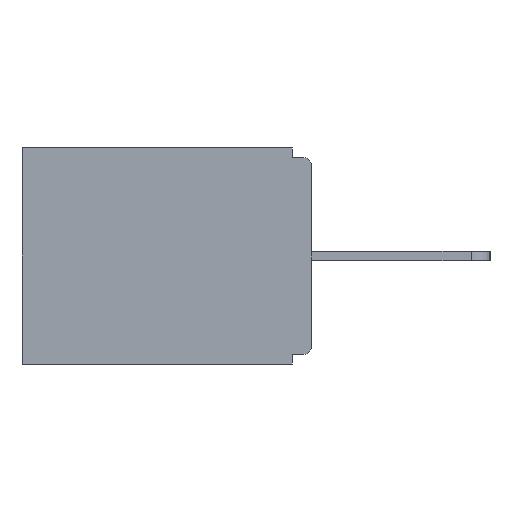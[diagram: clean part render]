
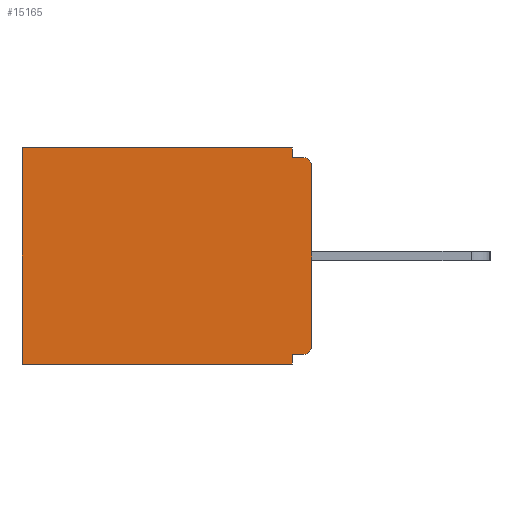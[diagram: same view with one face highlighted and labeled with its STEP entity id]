
A CAD part, left-side view. The second image highlights one B-rep face of the part: STEP entity #15165.
In plain terms, the highlighted planar face has unit normal (-1, 0, 0).
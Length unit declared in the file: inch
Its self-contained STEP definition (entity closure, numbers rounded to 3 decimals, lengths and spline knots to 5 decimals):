
#124 = LINE ( 'NONE', #18440, #19059 ) ;
#195 = VERTEX_POINT ( 'NONE', #5189 ) ;
#511 = VECTOR ( 'NONE', #15569, 39.37008 ) ;
#513 = VECTOR ( 'NONE', #25622, 39.37008 ) ;
#688 = VECTOR ( 'NONE', #22724, 39.37008 ) ;
#720 = EDGE_CURVE ( 'NONE', #11430, #25302, #5913, .T. ) ;
#1501 = LINE ( 'NONE', #25094, #511 ) ;
#1681 = VERTEX_POINT ( 'NONE', #2244 ) ;
#1949 = PLANE ( 'NONE',  #20083 ) ;
#2244 = CARTESIAN_POINT ( 'NONE',  ( 0.298, 0., -0.03 ) ) ;
#2452 = VECTOR ( 'NONE', #10812, 39.37008 ) ;
#3126 = ORIENTED_EDGE ( 'NONE', *, *, #5071, .T. ) ;
#3520 = ORIENTED_EDGE ( 'NONE', *, *, #6024, .F. ) ;
#3766 = CARTESIAN_POINT ( 'NONE',  ( 0.298, 0.015, -0.313 ) ) ;
#4462 = LINE ( 'NONE', #20863, #688 ) ;
#5003 = VERTEX_POINT ( 'NONE', #21901 ) ;
#5071 = EDGE_CURVE ( 'NONE', #14071, #7824, #5393, .T. ) ;
#5189 = CARTESIAN_POINT ( 'NONE',  ( 0.298, 0.031, -0.015 ) ) ;
#5393 = CIRCLE ( 'NONE', #21857, 0.015 ) ;
#5504 = CARTESIAN_POINT ( 'NONE',  ( 0.298, 0.031, -0.343 ) ) ;
#5619 = LINE ( 'NONE', #5504, #513 ) ;
#5913 = LINE ( 'NONE', #7767, #10634 ) ;
#6024 = EDGE_CURVE ( 'NONE', #14071, #11430, #124, .T. ) ;
#6037 = VECTOR ( 'NONE', #19350, 39.37008 ) ;
#6178 = ORIENTED_EDGE ( 'NONE', *, *, #13298, .F. ) ;
#7106 = CARTESIAN_POINT ( 'NONE',  ( 0.298, 0.46, 0. ) ) ;
#7475 = DIRECTION ( 'NONE',  ( -1., 0., 0. ) ) ;
#7767 = CARTESIAN_POINT ( 'NONE',  ( 0.298, 0.031, -0.343 ) ) ;
#7824 = VERTEX_POINT ( 'NONE', #16934 ) ;
#7976 = ORIENTED_EDGE ( 'NONE', *, *, #20377, .F. ) ;
#8424 = EDGE_CURVE ( 'NONE', #25302, #17780, #1501, .T. ) ;
#8724 = CIRCLE ( 'NONE', #9999, 0.015 ) ;
#9260 = ORIENTED_EDGE ( 'NONE', *, *, #8424, .F. ) ;
#9467 = DIRECTION ( 'NONE',  ( -1., 0., 0. ) ) ;
#9751 = DIRECTION ( 'NONE',  ( 0., 0., -1. ) ) ;
#9999 = AXIS2_PLACEMENT_3D ( 'NONE', #13318, #9467, #19142 ) ;
#10249 = ORIENTED_EDGE ( 'NONE', *, *, #720, .F. ) ;
#10634 = VECTOR ( 'NONE', #9751, 39.37008 ) ;
#10812 = DIRECTION ( 'NONE',  ( 0., 0., -1. ) ) ;
#10962 = CARTESIAN_POINT ( 'NONE',  ( 0.298, 0.031, -0.343 ) ) ;
#11430 = VERTEX_POINT ( 'NONE', #11437 ) ;
#11437 = CARTESIAN_POINT ( 'NONE',  ( 0.298, 0.031, -0.328 ) ) ;
#12935 = CARTESIAN_POINT ( 'NONE',  ( 0.298, 0.015, -0.328 ) ) ;
#13126 = CARTESIAN_POINT ( 'NONE',  ( 0.298, 0., 0. ) ) ;
#13298 = EDGE_CURVE ( 'NONE', #1681, #7824, #25182, .T. ) ;
#13318 = CARTESIAN_POINT ( 'NONE',  ( 0.298, 0.015, -0.03 ) ) ;
#14071 = VERTEX_POINT ( 'NONE', #12935 ) ;
#14539 = ORIENTED_EDGE ( 'NONE', *, *, #18533, .T. ) ;
#15165 = ADVANCED_FACE ( 'NONE', ( #15739 ), #1949, .F. ) ;
#15569 = DIRECTION ( 'NONE',  ( 0., 1., 0. ) ) ;
#15739 = FACE_OUTER_BOUND ( 'NONE', #15932, .T. ) ;
#15932 = EDGE_LOOP ( 'NONE', ( #14539, #7976, #18421, #18199, #16881, #9260, #10249, #3520, #3126, #6178 ) ) ;
#16525 = VERTEX_POINT ( 'NONE', #7106 ) ;
#16881 = ORIENTED_EDGE ( 'NONE', *, *, #21605, .T. ) ;
#16934 = CARTESIAN_POINT ( 'NONE',  ( 0.298, 0., -0.313 ) ) ;
#17780 = VERTEX_POINT ( 'NONE', #26019 ) ;
#18199 = ORIENTED_EDGE ( 'NONE', *, *, #25241, .T. ) ;
#18421 = ORIENTED_EDGE ( 'NONE', *, *, #25970, .F. ) ;
#18440 = CARTESIAN_POINT ( 'NONE',  ( 0.298, 0., -0.328 ) ) ;
#18533 = EDGE_CURVE ( 'NONE', #1681, #5003, #8724, .T. ) ;
#18846 = VERTEX_POINT ( 'NONE', #20441 ) ;
#19059 = VECTOR ( 'NONE', #22274, 39.37008 ) ;
#19142 = DIRECTION ( 'NONE',  ( 0., 0., -1. ) ) ;
#19350 = DIRECTION ( 'NONE',  ( 0., 0., -1. ) ) ;
#19575 = CARTESIAN_POINT ( 'NONE',  ( 0.298, 0., 0. ) ) ;
#19961 = DIRECTION ( 'NONE',  ( 0., 0., -1. ) ) ;
#20083 = AXIS2_PLACEMENT_3D ( 'NONE', #19575, #21951, #19961 ) ;
#20377 = EDGE_CURVE ( 'NONE', #195, #5003, #4462, .T. ) ;
#20441 = CARTESIAN_POINT ( 'NONE',  ( 0.298, 0.031, 0. ) ) ;
#20863 = CARTESIAN_POINT ( 'NONE',  ( 0.298, 0., -0.015 ) ) ;
#21273 = DIRECTION ( 'NONE',  ( 0., 1., 0. ) ) ;
#21605 = EDGE_CURVE ( 'NONE', #16525, #17780, #22460, .T. ) ;
#21857 = AXIS2_PLACEMENT_3D ( 'NONE', #3766, #7475, #23359 ) ;
#21901 = CARTESIAN_POINT ( 'NONE',  ( 0.298, 0.015, -0.015 ) ) ;
#21951 = DIRECTION ( 'NONE',  ( 1., 0., 0. ) ) ;
#22274 = DIRECTION ( 'NONE',  ( 0., 1., 0. ) ) ;
#22460 = LINE ( 'NONE', #22729, #2452 ) ;
#22724 = DIRECTION ( 'NONE',  ( 0., -1., 0. ) ) ;
#22729 = CARTESIAN_POINT ( 'NONE',  ( 0.298, 0.46, 0. ) ) ;
#23262 = LINE ( 'NONE', #23530, #25033 ) ;
#23359 = DIRECTION ( 'NONE',  ( 0., 0., -1. ) ) ;
#23530 = CARTESIAN_POINT ( 'NONE',  ( 0.298, 0., 0. ) ) ;
#25033 = VECTOR ( 'NONE', #21273, 39.37008 ) ;
#25094 = CARTESIAN_POINT ( 'NONE',  ( 0.298, 0., -0.343 ) ) ;
#25182 = LINE ( 'NONE', #13126, #6037 ) ;
#25241 = EDGE_CURVE ( 'NONE', #18846, #16525, #23262, .T. ) ;
#25302 = VERTEX_POINT ( 'NONE', #10962 ) ;
#25622 = DIRECTION ( 'NONE',  ( 0., 0., -1. ) ) ;
#25970 = EDGE_CURVE ( 'NONE', #18846, #195, #5619, .T. ) ;
#26019 = CARTESIAN_POINT ( 'NONE',  ( 0.298, 0.46, -0.343 ) ) ;
